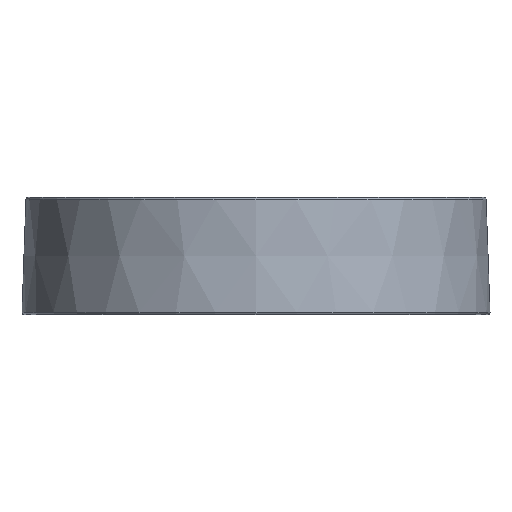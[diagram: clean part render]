
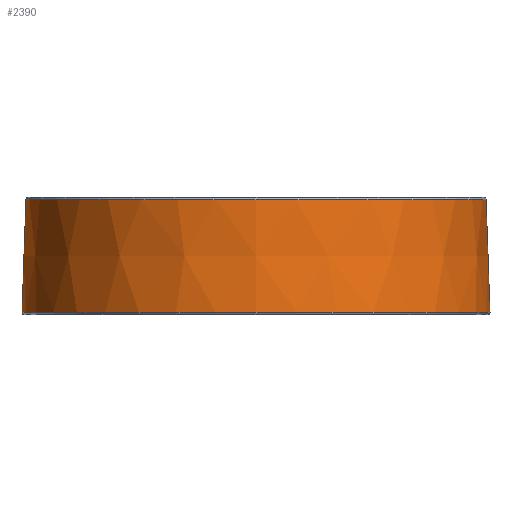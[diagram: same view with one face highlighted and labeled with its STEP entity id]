
A CAD part, front view. The second image highlights one B-rep face of the part: STEP entity #2390.
In plain terms, the highlighted conical face has half-angle 2 degrees and reference radius 25.4 mm.
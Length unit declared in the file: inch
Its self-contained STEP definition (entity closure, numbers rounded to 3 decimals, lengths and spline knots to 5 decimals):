
#263=CONICAL_SURFACE('',#2617,1.,0.035);
#470=FACE_BOUND('',#669,.T.);
#499=FACE_OUTER_BOUND('',#668,.T.);
#668=EDGE_LOOP('',(#1638));
#669=EDGE_LOOP('',(#1639));
#860=CIRCLE('',#2594,0.98288);
#875=CIRCLE('',#2616,0.99964);
#1008=VERTEX_POINT('',#3464);
#1035=VERTEX_POINT('',#3525);
#1228=EDGE_CURVE('',#1008,#1008,#860,.T.);
#1255=EDGE_CURVE('',#1035,#1035,#875,.T.);
#1638=ORIENTED_EDGE('',*,*,#1228,.T.);
#1639=ORIENTED_EDGE('',*,*,#1255,.T.);
#2390=ADVANCED_FACE('',(#499,#470),#263,.T.);
#2594=AXIS2_PLACEMENT_3D('',#3465,#2882,#2883);
#2616=AXIS2_PLACEMENT_3D('',#3526,#2938,#2939);
#2617=AXIS2_PLACEMENT_3D('',#3527,#2940,#2941);
#2882=DIRECTION('center_axis',(0.,0.,-1.));
#2883=DIRECTION('ref_axis',(-1.,0.,0.));
#2938=DIRECTION('center_axis',(0.,0.,1.));
#2939=DIRECTION('ref_axis',(1.,0.,0.));
#2940=DIRECTION('center_axis',(0.,0.,-1.));
#2941=DIRECTION('ref_axis',(1.,0.,0.));
#3464=CARTESIAN_POINT('',(0.98288,0.,0.49035));
#3465=CARTESIAN_POINT('Origin',(0.,0.,0.49035));
#3525=CARTESIAN_POINT('',(0.99964,0.,0.01035));
#3526=CARTESIAN_POINT('Origin',(0.,0.,0.01035));
#3527=CARTESIAN_POINT('Origin',(0.,0.,0.));
